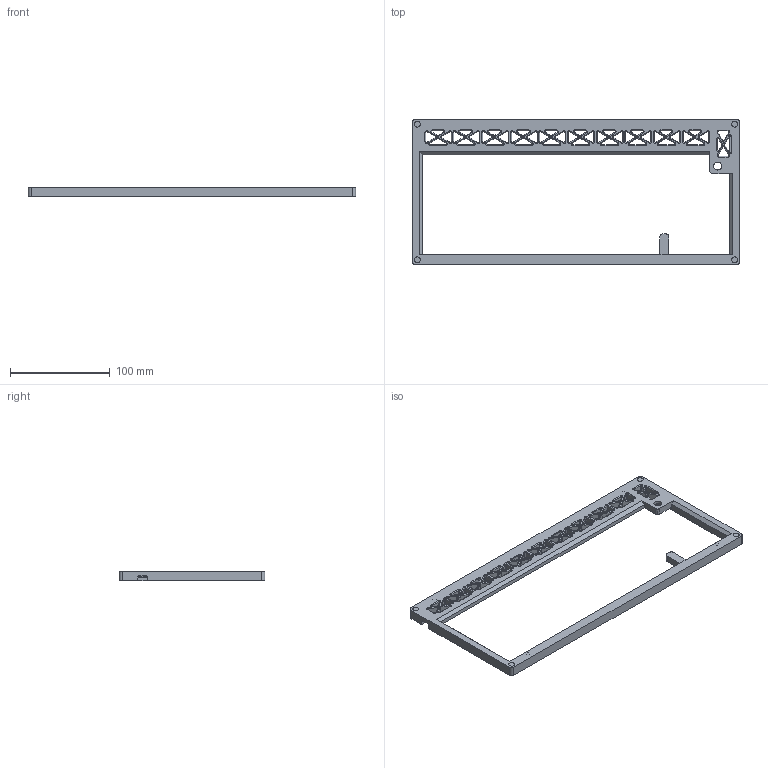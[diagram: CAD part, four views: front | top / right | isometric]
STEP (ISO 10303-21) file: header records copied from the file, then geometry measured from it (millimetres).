
FILE_DESCRIPTION(/* description */ (''),/* implementation_level */ '2;1');
FILE_NAME(/* name */ 'TOP.step',/* time_stamp */ '2025-08-02T03:13:35+05:30',/* author */ (''),/* organization */ (''),/* preprocessor_version */ 'ST-DEVELOPER v20.1',/* originating_system */ 'Autodesk Translation Framework v14.10.0.0',/* authorisation */ '');
FILE_SCHEMA (('AUTOMOTIVE_DESIGN { 1 0 10303 214 3 1 1 }'));
Length unit declared in the file: millimetre
Products named in the file (1): 2025-07-30-22-23-48-853
Bounding box: 328 x 146 x 10 mm (x, y, z)
Volume: 114133.9 mm3; surface area: 58348.3 mm2
Topology: 6 solids, 6 shells, 874 faces, 2049 edges, 1190 vertices
Faces by surface type: cylinder 419, torus 254, plane 189, bspline 9, sphere 3
Full cylindrical faces by diameter (mm): 4 x6, 6 x8, 8 x1
Entity records: 26007 total; most frequent: CARTESIAN_POINT 5102, DIRECTION 4861, ORIENTED_EDGE 4098, EDGE_CURVE 2049, AXIS2_PLACEMENT_3D 1963, VERTEX_POINT 1190, CIRCLE 1095, EDGE_LOOP 977
